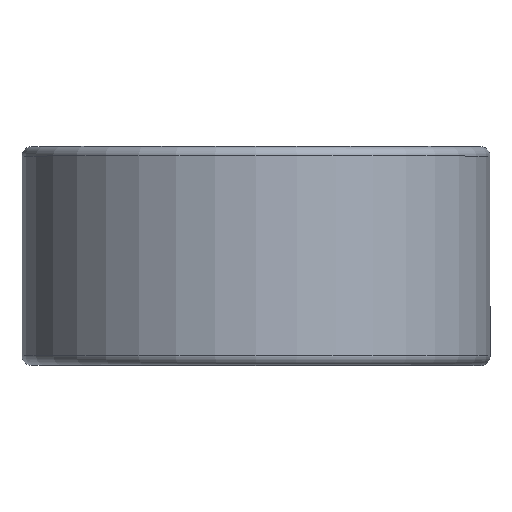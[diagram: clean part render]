
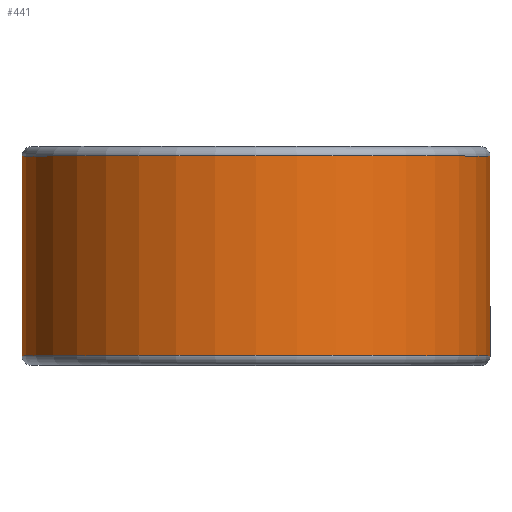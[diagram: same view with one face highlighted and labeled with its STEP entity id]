
A CAD part, top view. The second image highlights one B-rep face of the part: STEP entity #441.
In plain terms, the highlighted cylindrical face has radius 18.682 mm (diameter 37.363 mm), a partial arc.
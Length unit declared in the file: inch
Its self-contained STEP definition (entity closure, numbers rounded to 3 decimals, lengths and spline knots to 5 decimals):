
#22 = CARTESIAN_POINT ( 'NONE',  ( 0.7355, -0.31375, 0. ) ) ;
#86 = LINE ( 'NONE', #2001, #755 ) ;
#122 = FACE_OUTER_BOUND ( 'NONE', #2053, .T. ) ;
#198 = EDGE_CURVE ( 'NONE', #2343, #1849, #86, .T. ) ;
#207 = DIRECTION ( 'NONE',  ( 0., 1., 0. ) ) ;
#278 = ORIENTED_EDGE ( 'NONE', *, *, #376, .T. ) ;
#295 = DIRECTION ( 'NONE',  ( 0., -1., 0. ) ) ;
#360 = EDGE_CURVE ( 'NONE', #436, #2343, #986, .T. ) ;
#376 = EDGE_CURVE ( 'NONE', #436, #1750, #1186, .T. ) ;
#392 = EDGE_CURVE ( 'NONE', #1750, #1849, #2288, .T. ) ;
#436 = VERTEX_POINT ( 'NONE', #22 ) ;
#441 = ADVANCED_FACE ( 'NONE', ( #122 ), #2378, .T. ) ;
#450 = CARTESIAN_POINT ( 'NONE',  ( 0.7355, 0.31375, 0. ) ) ;
#484 = CARTESIAN_POINT ( 'NONE',  ( 0., 0.3125, 0. ) ) ;
#492 = CARTESIAN_POINT ( 'NONE',  ( 0., -0.31375, 0. ) ) ;
#500 = DIRECTION ( 'NONE',  ( 0., -1., 0. ) ) ;
#513 = DIRECTION ( 'NONE',  ( 0., 0., -1. ) ) ;
#710 = DIRECTION ( 'NONE',  ( 0., 0., -1. ) ) ;
#755 = VECTOR ( 'NONE', #2019, 39.37008 ) ;
#862 = ORIENTED_EDGE ( 'NONE', *, *, #392, .T. ) ;
#881 = CARTESIAN_POINT ( 'NONE',  ( 0., 0.31375, 0. ) ) ;
#889 = DIRECTION ( 'NONE',  ( 0., -1., 0. ) ) ;
#911 = DIRECTION ( 'NONE',  ( 0., 0., -1. ) ) ;
#986 = CIRCLE ( 'NONE', #1438, 0.7355 ) ;
#1001 = AXIS2_PLACEMENT_3D ( 'NONE', #484, #295, #710 ) ;
#1136 = VECTOR ( 'NONE', #207, 39.37008 ) ;
#1168 = ORIENTED_EDGE ( 'NONE', *, *, #360, .F. ) ;
#1186 = LINE ( 'NONE', #450, #1136 ) ;
#1418 = AXIS2_PLACEMENT_3D ( 'NONE', #881, #889, #911 ) ;
#1438 = AXIS2_PLACEMENT_3D ( 'NONE', #492, #500, #513 ) ;
#1656 = CARTESIAN_POINT ( 'NONE',  ( 0., -0.31375, -0.7355 ) ) ;
#1750 = VERTEX_POINT ( 'NONE', #1885 ) ;
#1849 = VERTEX_POINT ( 'NONE', #2286 ) ;
#1885 = CARTESIAN_POINT ( 'NONE',  ( 0.7355, 0.31375, 0. ) ) ;
#1993 = ORIENTED_EDGE ( 'NONE', *, *, #198, .F. ) ;
#2001 = CARTESIAN_POINT ( 'NONE',  ( 0., 0.31375, -0.7355 ) ) ;
#2019 = DIRECTION ( 'NONE',  ( 0., 1., 0. ) ) ;
#2053 = EDGE_LOOP ( 'NONE', ( #278, #862, #1993, #1168 ) ) ;
#2286 = CARTESIAN_POINT ( 'NONE',  ( 0., 0.31375, -0.7355 ) ) ;
#2288 = CIRCLE ( 'NONE', #1418, 0.7355 ) ;
#2343 = VERTEX_POINT ( 'NONE', #1656 ) ;
#2378 = CYLINDRICAL_SURFACE ( 'NONE', #1001, 0.7355 ) ;
